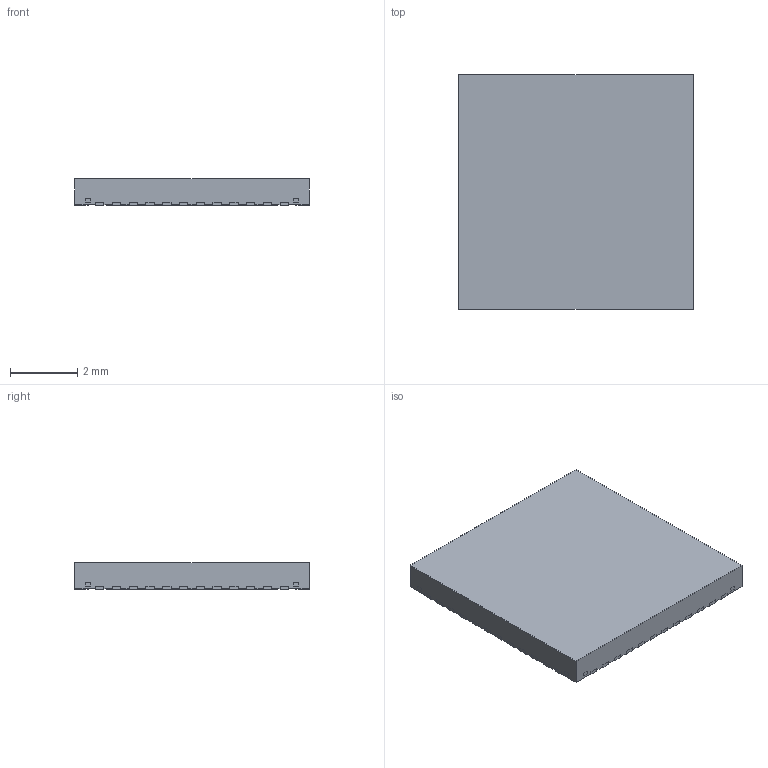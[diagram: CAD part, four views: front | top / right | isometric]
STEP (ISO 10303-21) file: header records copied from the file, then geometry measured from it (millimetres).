
FILE_DESCRIPTION((''),'2;1');
FILE_NAME('RHS0048A_ASM','2016-07-06T',('a0412025'),(''),'CREO PARAMETRIC BY PTC INC, 2016050','CREO PARAMETRIC BY PTC INC, 2016050','');
FILE_SCHEMA(('AUTOMOTIVE_DESIGN { 1 0 10303 214 1 1 1 1 }'));
Length unit declared in the file: millimetre
Products named in the file (4): BODY-QFN; FRAME-RHS0048A; PIN1-ID; RHS0048A_ASM
Assembly tree (3 placements, depth 2):
  RHS0048A_ASM
    BODY-QFN
    FRAME-RHS0048A
    PIN1-ID
Bounding box: 7 x 7 x 0.8 mm (x, y, z)
Volume: 38.7 mm3; surface area: 209.9 mm2
Topology: 54 solids, 54 shells, 565 faces, 1362 edges, 908 vertices
Faces by surface type: plane 565
Entity records: 21276 total; most frequent: CARTESIAN_POINT 2849, ORIENTED_EDGE 2724, DIRECTION 2506, PRESENTATION_STYLE_ASSIGNMENT 1465, STYLED_ITEM 1416, VECTOR 1362, LINE 1362, CURVE_STYLE 1362
